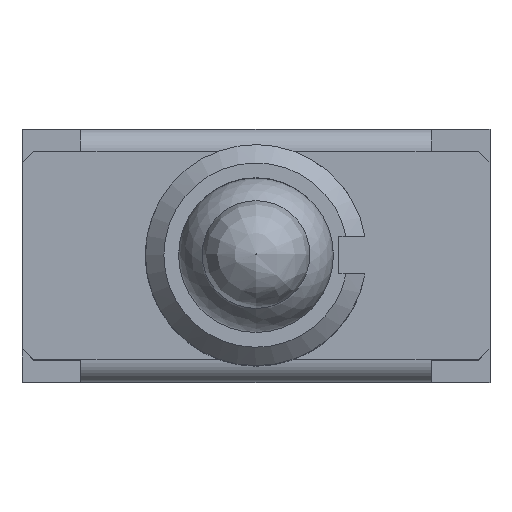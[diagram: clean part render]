
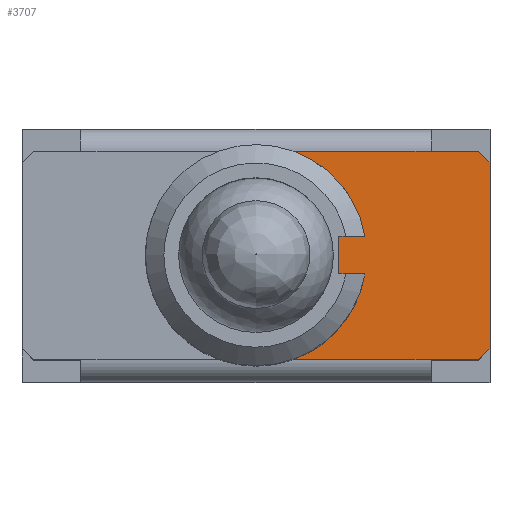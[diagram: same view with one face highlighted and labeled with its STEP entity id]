
A CAD part, top view. The second image highlights one B-rep face of the part: STEP entity #3707.
In plain terms, the highlighted planar face has unit normal (0, 0, 1).
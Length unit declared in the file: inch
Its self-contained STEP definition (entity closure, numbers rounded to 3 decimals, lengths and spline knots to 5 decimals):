
#149=PLANE('',#4001);
#324=LINE('',#5598,#743);
#329=LINE('',#5610,#748);
#345=LINE('',#5643,#764);
#347=LINE('',#5647,#766);
#434=LINE('',#5840,#853);
#437=LINE('',#5845,#856);
#438=LINE('',#5847,#857);
#447=LINE('',#5876,#866);
#448=LINE('',#5878,#867);
#449=LINE('',#5880,#868);
#743=VECTOR('',#4418,0.3937);
#748=VECTOR('',#4427,0.3937);
#764=VECTOR('',#4451,0.3937);
#766=VECTOR('',#4455,0.3937);
#853=VECTOR('',#4656,0.3937);
#856=VECTOR('',#4661,0.3937);
#857=VECTOR('',#4664,0.3937);
#866=VECTOR('',#4701,0.3937);
#867=VECTOR('',#4702,0.3937);
#868=VECTOR('',#4703,0.3937);
#1211=FACE_OUTER_BOUND('',#1444,.T.);
#1444=EDGE_LOOP('',(#2983,#2984,#2985,#2986,#2987,#2988,#2989,#2990,#2991,
#2992,#2993,#2994));
#1607=CIRCLE('',#4002,0.11811);
#1608=CIRCLE('',#4003,0.11811);
#1756=VERTEX_POINT('',#5595);
#1757=VERTEX_POINT('',#5597);
#1761=VERTEX_POINT('',#5607);
#1762=VERTEX_POINT('',#5609);
#1775=VERTEX_POINT('',#5641);
#1776=VERTEX_POINT('',#5645);
#1825=VERTEX_POINT('',#5839);
#1826=VERTEX_POINT('',#5843);
#1831=VERTEX_POINT('',#5873);
#1832=VERTEX_POINT('',#5875);
#1833=VERTEX_POINT('',#5877);
#1834=VERTEX_POINT('',#5879);
#2104=EDGE_CURVE('',#1757,#1756,#324,.T.);
#2110=EDGE_CURVE('',#1761,#1762,#329,.T.);
#2127=EDGE_CURVE('',#1762,#1775,#345,.T.);
#2129=EDGE_CURVE('',#1756,#1776,#347,.T.);
#2228=EDGE_CURVE('',#1825,#1776,#434,.T.);
#2231=EDGE_CURVE('',#1825,#1826,#437,.T.);
#2232=EDGE_CURVE('',#1775,#1826,#438,.T.);
#2242=EDGE_CURVE('',#1761,#1831,#1607,.T.);
#2243=EDGE_CURVE('',#1831,#1832,#447,.T.);
#2244=EDGE_CURVE('',#1832,#1833,#448,.T.);
#2245=EDGE_CURVE('',#1833,#1834,#449,.T.);
#2246=EDGE_CURVE('',#1834,#1757,#1608,.T.);
#2983=ORIENTED_EDGE('',*,*,#2242,.T.);
#2984=ORIENTED_EDGE('',*,*,#2243,.T.);
#2985=ORIENTED_EDGE('',*,*,#2244,.T.);
#2986=ORIENTED_EDGE('',*,*,#2245,.T.);
#2987=ORIENTED_EDGE('',*,*,#2246,.T.);
#2988=ORIENTED_EDGE('',*,*,#2104,.T.);
#2989=ORIENTED_EDGE('',*,*,#2129,.T.);
#2990=ORIENTED_EDGE('',*,*,#2228,.F.);
#2991=ORIENTED_EDGE('',*,*,#2231,.T.);
#2992=ORIENTED_EDGE('',*,*,#2232,.F.);
#2993=ORIENTED_EDGE('',*,*,#2127,.F.);
#2994=ORIENTED_EDGE('',*,*,#2110,.F.);
#3707=ADVANCED_FACE('',(#1211),#149,.T.);
#4001=AXIS2_PLACEMENT_3D('',#5872,#4697,#4698);
#4002=AXIS2_PLACEMENT_3D('',#5874,#4699,#4700);
#4003=AXIS2_PLACEMENT_3D('',#5881,#4704,#4705);
#4418=DIRECTION('',(1.,0.,0.));
#4427=DIRECTION('',(1.,0.,0.));
#4451=DIRECTION('',(1.,0.,0.));
#4455=DIRECTION('',(1.,0.,0.));
#4656=DIRECTION('',(-0.707,-0.707,0.));
#4661=DIRECTION('',(0.,1.,0.));
#4664=DIRECTION('',(0.707,-0.707,0.));
#4697=DIRECTION('center_axis',(0.,0.,1.));
#4698=DIRECTION('ref_axis',(0.,-1.,0.));
#4699=DIRECTION('center_axis',(0.,0.,-1.));
#4700=DIRECTION('ref_axis',(0.985,0.17,0.));
#4701=DIRECTION('',(-1.,0.,0.));
#4702=DIRECTION('',(0.,-1.,0.));
#4703=DIRECTION('',(1.,0.,0.));
#4704=DIRECTION('center_axis',(0.,0.,-1.));
#4705=DIRECTION('ref_axis',(0.985,0.17,0.));
#5595=CARTESIAN_POINT('',(0.18701,-0.11142,0.35));
#5597=CARTESIAN_POINT('',(0.03919,-0.11142,0.35));
#5598=CARTESIAN_POINT('',(0.,-0.11142,0.35));
#5607=CARTESIAN_POINT('',(0.03919,0.11142,0.35));
#5609=CARTESIAN_POINT('',(0.18701,0.11142,0.35));
#5610=CARTESIAN_POINT('',(0.,0.11142,0.35));
#5641=CARTESIAN_POINT('',(0.23819,0.11142,0.35));
#5643=CARTESIAN_POINT('',(0.18701,0.11142,0.35));
#5645=CARTESIAN_POINT('',(0.23819,-0.11142,0.35));
#5647=CARTESIAN_POINT('',(0.18701,-0.11142,0.35));
#5839=CARTESIAN_POINT('',(0.25,-0.09961,0.35));
#5840=CARTESIAN_POINT('',(0.2373,-0.1123,0.35));
#5843=CARTESIAN_POINT('',(0.25,0.09961,0.35));
#5845=CARTESIAN_POINT('',(0.25,0.11142,0.35));
#5847=CARTESIAN_POINT('',(0.18159,0.16801,0.35));
#5872=CARTESIAN_POINT('Origin',(0.,0.11142,0.35));
#5873=CARTESIAN_POINT('',(0.11639,0.02008,0.35));
#5874=CARTESIAN_POINT('Origin',(0.,0.,
0.35));
#5875=CARTESIAN_POINT('',(0.08844,0.02008,0.35));
#5876=CARTESIAN_POINT('',(0.0582,0.02008,0.35));
#5877=CARTESIAN_POINT('',(0.08844,-0.02008,0.35));
#5878=CARTESIAN_POINT('',(0.08844,0.06575,0.35));
#5879=CARTESIAN_POINT('',(0.11639,-0.02008,0.35));
#5880=CARTESIAN_POINT('',(0.04422,-0.02008,0.35));
#5881=CARTESIAN_POINT('Origin',(0.,0.,
0.35));
